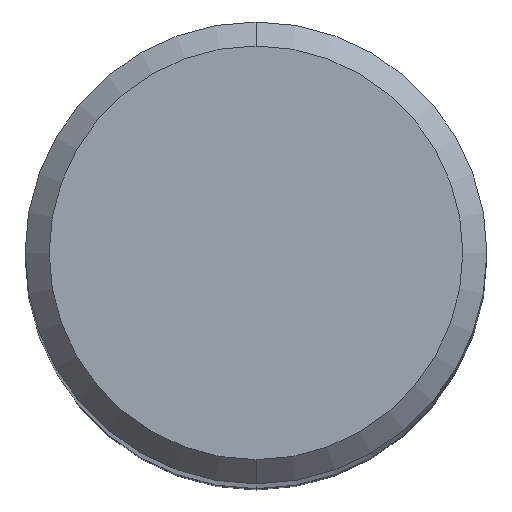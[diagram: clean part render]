
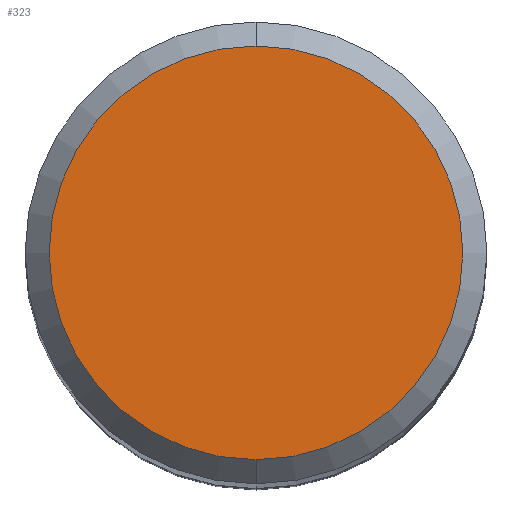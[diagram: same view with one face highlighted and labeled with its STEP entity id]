
A CAD part, top view. The second image highlights one B-rep face of the part: STEP entity #323.
In plain terms, the highlighted planar face has unit normal (0, 0, 1).
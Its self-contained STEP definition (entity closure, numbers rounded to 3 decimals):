
#149=VERTEX_POINT('',#383);
#179=EDGE_CURVE('',#343,#149,#415,.T.);
#303=EDGE_CURVE('',#149,#343,#552,.T.);
#323=ADVANCED_FACE('',(#578),#579,.T.);
#343=VERTEX_POINT('',#600);
#383=CARTESIAN_POINT('',(0.,-4.3,0.0));
#415=CIRCLE('',#682,4.3);
#552=CIRCLE('',#857,4.3);
#578=FACE_OUTER_BOUND('',#886,.T.);
#579=PLANE('',#887);
#600=CARTESIAN_POINT('',(0.0,4.3,0.0));
#682=AXIS2_PLACEMENT_3D('',#993,#994,#995);
#857=AXIS2_PLACEMENT_3D('',#1146,#1147,#1148);
#886=EDGE_LOOP('',(#1200,#1201));
#887=AXIS2_PLACEMENT_3D('',#1202,#1203,#1204);
#993=CARTESIAN_POINT('',(0.0,0.0,0.0));
#994=DIRECTION('',(0.0,0.0,-1.0));
#995=DIRECTION('',(0.0,1.0,0.0));
#1146=CARTESIAN_POINT('',(0.0,0.0,0.0));
#1147=DIRECTION('',(0.0,0.0,-1.0));
#1148=DIRECTION('',(0.0,1.0,0.0));
#1200=ORIENTED_EDGE('',*,*,#179,.F.);
#1201=ORIENTED_EDGE('',*,*,#303,.F.);
#1202=CARTESIAN_POINT('',(0.0,2.15,0.0));
#1203=DIRECTION('',(-0.0,0.0,1.0));
#1204=DIRECTION('',(0.0,-1.0,0.0));
